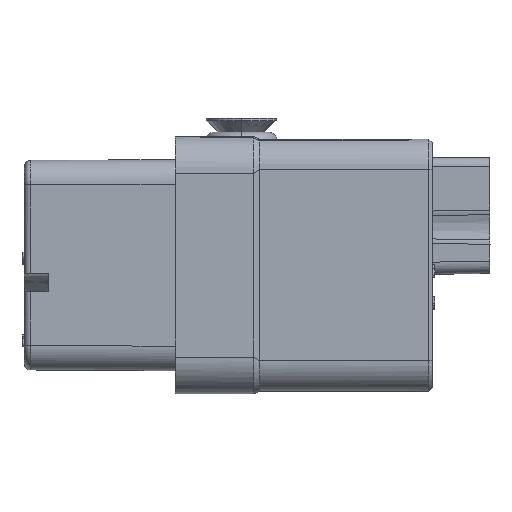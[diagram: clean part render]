
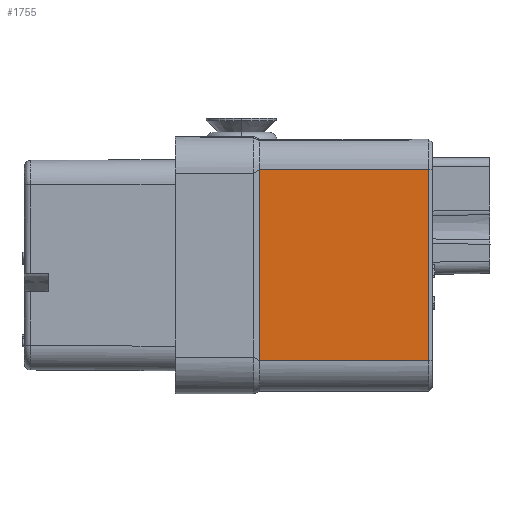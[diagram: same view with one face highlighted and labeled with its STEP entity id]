
A CAD part, left-side view. The second image highlights one B-rep face of the part: STEP entity #1755.
In plain terms, the highlighted planar face has unit normal (-1, 0, 0).
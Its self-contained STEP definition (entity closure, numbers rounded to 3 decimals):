
#941=FACE_OUTER_BOUND('',#5938,.T.);
#1755=ADVANCED_FACE('',(#941),#2337,.F.);
#2337=PLANE('',#15945);
#3768=LINE('',#24901,#4995);
#3770=LINE('',#24907,#4997);
#3771=LINE('',#24909,#4998);
#3772=LINE('',#24911,#4999);
#4995=VECTOR('',#18815,1.);
#4997=VECTOR('',#18821,1.);
#4998=VECTOR('',#18822,1.);
#4999=VECTOR('',#18823,1.);
#5938=EDGE_LOOP('',(#9114,#9115,#9116,#9117));
#9114=ORIENTED_EDGE('',*,*,#13815,.T.);
#9115=ORIENTED_EDGE('',*,*,#13818,.F.);
#9116=ORIENTED_EDGE('',*,*,#13819,.F.);
#9117=ORIENTED_EDGE('',*,*,#13820,.F.);
#11842=VERTEX_POINT('',#24746);
#11856=VERTEX_POINT('',#24902);
#11858=VERTEX_POINT('',#24908);
#11859=VERTEX_POINT('',#24910);
#13815=EDGE_CURVE('',#11856,#11842,#3768,.T.);
#13818=EDGE_CURVE('',#11858,#11842,#3770,.T.);
#13819=EDGE_CURVE('',#11859,#11858,#3771,.T.);
#13820=EDGE_CURVE('',#11856,#11859,#3772,.T.);
#15945=AXIS2_PLACEMENT_3D('',#24912,#18824,#18825);
#18815=DIRECTION('',(0.,1.,0.));
#18821=DIRECTION('',(0.,0.,1.));
#18822=DIRECTION('',(0.,1.,0.));
#18823=DIRECTION('',(0.,0.,-1.));
#18824=DIRECTION('',(1.,0.,0.));
#18825=DIRECTION('',(0.,0.,1.));
#24746=CARTESIAN_POINT('',(-10.,-6.9,7.8));
#24901=CARTESIAN_POINT('',(-10.,-20.7,7.8));
#24902=CARTESIAN_POINT('',(-10.,-20.7,7.8));
#24907=CARTESIAN_POINT('',(-10.,-6.9,-7.8));
#24908=CARTESIAN_POINT('',(-10.,-6.9,-7.8));
#24909=CARTESIAN_POINT('',(-10.,-20.7,-7.8));
#24910=CARTESIAN_POINT('',(-10.,-20.7,-7.8));
#24911=CARTESIAN_POINT('',(-10.,-20.7,7.8));
#24912=CARTESIAN_POINT('',(-10.,-21.,-7.8));
